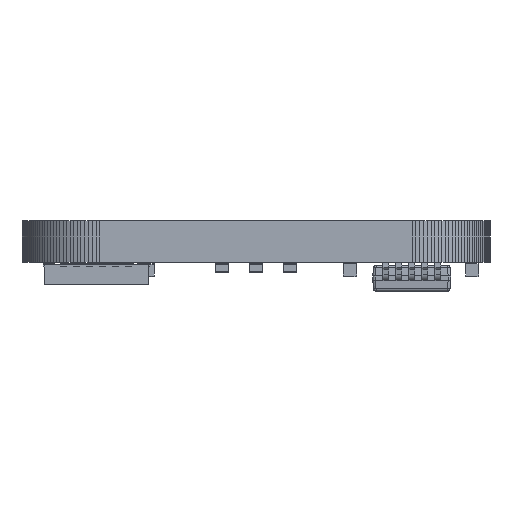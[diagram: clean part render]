
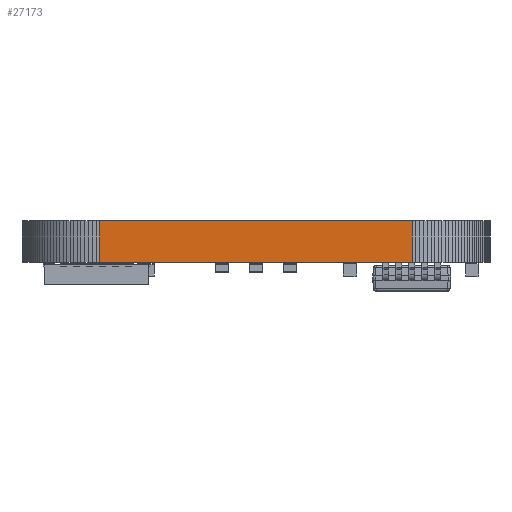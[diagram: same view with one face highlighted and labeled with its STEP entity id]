
A CAD part, front view. The second image highlights one B-rep face of the part: STEP entity #27173.
In plain terms, the highlighted planar face has unit normal (0, -1, 0).
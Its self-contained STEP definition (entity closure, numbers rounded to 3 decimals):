
#27173 = ADVANCED_FACE('',(#27174),#27188,.F.);
#27174 = FACE_BOUND('',#27175,.F.);
#27175 = EDGE_LOOP('',(#27176,#27211,#27239,#27267));
#27176 = ORIENTED_EDGE('',*,*,#27177,.T.);
#27177 = EDGE_CURVE('',#27178,#27180,#27182,.T.);
#27178 = VERTEX_POINT('',#27179);
#27179 = CARTESIAN_POINT('',(-6.,-11.499,0.));
#27180 = VERTEX_POINT('',#27181);
#27181 = CARTESIAN_POINT('',(-6.,-11.499,1.6));
#27182 = SURFACE_CURVE('',#27183,(#27187,#27199),.PCURVE_S1.);
#27183 = LINE('',#27184,#27185);
#27184 = CARTESIAN_POINT('',(-6.,-11.499,0.));
#27185 = VECTOR('',#27186,1.);
#27186 = DIRECTION('',(0.,0.,1.));
#27187 = PCURVE('',#27188,#27193);
#27188 = PLANE('',#27189);
#27189 = AXIS2_PLACEMENT_3D('',#27190,#27191,#27192);
#27190 = CARTESIAN_POINT('',(-6.,-11.499,0.));
#27191 = DIRECTION('',(0.,1.,0.));
#27192 = DIRECTION('',(1.,0.,0.));
#27193 = DEFINITIONAL_REPRESENTATION('',(#27194),#27198);
#27194 = LINE('',#27195,#27196);
#27195 = CARTESIAN_POINT('',(0.,0.));
#27196 = VECTOR('',#27197,1.);
#27197 = DIRECTION('',(0.,-1.));
#27198 = ( GEOMETRIC_REPRESENTATION_CONTEXT(2) 
PARAMETRIC_REPRESENTATION_CONTEXT() REPRESENTATION_CONTEXT('2D SPACE',''
  ) );
#27199 = PCURVE('',#27200,#27205);
#27200 = PLANE('',#27201);
#27201 = AXIS2_PLACEMENT_3D('',#27202,#27203,#27204);
#27202 = CARTESIAN_POINT('',(-6.149,-11.496,0.));
#27203 = DIRECTION('',(0.018,1.,0.));
#27204 = DIRECTION('',(1.,-0.018,0.));
#27205 = DEFINITIONAL_REPRESENTATION('',(#27206),#27210);
#27206 = LINE('',#27207,#27208);
#27207 = CARTESIAN_POINT('',(0.149,0.));
#27208 = VECTOR('',#27209,1.);
#27209 = DIRECTION('',(0.,-1.));
#27210 = ( GEOMETRIC_REPRESENTATION_CONTEXT(2) 
PARAMETRIC_REPRESENTATION_CONTEXT() REPRESENTATION_CONTEXT('2D SPACE',''
  ) );
#27211 = ORIENTED_EDGE('',*,*,#27212,.T.);
#27212 = EDGE_CURVE('',#27180,#27213,#27215,.T.);
#27213 = VERTEX_POINT('',#27214);
#27214 = CARTESIAN_POINT('',(6.,-11.499,1.6));
#27215 = SURFACE_CURVE('',#27216,(#27220,#27227),.PCURVE_S1.);
#27216 = LINE('',#27217,#27218);
#27217 = CARTESIAN_POINT('',(-6.,-11.499,1.6));
#27218 = VECTOR('',#27219,1.);
#27219 = DIRECTION('',(1.,0.,0.));
#27220 = PCURVE('',#27188,#27221);
#27221 = DEFINITIONAL_REPRESENTATION('',(#27222),#27226);
#27222 = LINE('',#27223,#27224);
#27223 = CARTESIAN_POINT('',(0.,-1.6));
#27224 = VECTOR('',#27225,1.);
#27225 = DIRECTION('',(1.,0.));
#27226 = ( GEOMETRIC_REPRESENTATION_CONTEXT(2) 
PARAMETRIC_REPRESENTATION_CONTEXT() REPRESENTATION_CONTEXT('2D SPACE',''
  ) );
#27227 = PCURVE('',#27228,#27233);
#27228 = PLANE('',#27229);
#27229 = AXIS2_PLACEMENT_3D('',#27230,#27231,#27232);
#27230 = CARTESIAN_POINT('',(0.,-0.59,1.6));
#27231 = DIRECTION('',(0.,0.,1.));
#27232 = DIRECTION('',(1.,0.,0.));
#27233 = DEFINITIONAL_REPRESENTATION('',(#27234),#27238);
#27234 = LINE('',#27235,#27236);
#27235 = CARTESIAN_POINT('',(-6.,-10.908));
#27236 = VECTOR('',#27237,1.);
#27237 = DIRECTION('',(1.,0.));
#27238 = ( GEOMETRIC_REPRESENTATION_CONTEXT(2) 
PARAMETRIC_REPRESENTATION_CONTEXT() REPRESENTATION_CONTEXT('2D SPACE',''
  ) );
#27239 = ORIENTED_EDGE('',*,*,#27240,.F.);
#27240 = EDGE_CURVE('',#27241,#27213,#27243,.T.);
#27241 = VERTEX_POINT('',#27242);
#27242 = CARTESIAN_POINT('',(6.,-11.499,0.));
#27243 = SURFACE_CURVE('',#27244,(#27248,#27255),.PCURVE_S1.);
#27244 = LINE('',#27245,#27246);
#27245 = CARTESIAN_POINT('',(6.,-11.499,0.));
#27246 = VECTOR('',#27247,1.);
#27247 = DIRECTION('',(0.,0.,1.));
#27248 = PCURVE('',#27188,#27249);
#27249 = DEFINITIONAL_REPRESENTATION('',(#27250),#27254);
#27250 = LINE('',#27251,#27252);
#27251 = CARTESIAN_POINT('',(12.,0.));
#27252 = VECTOR('',#27253,1.);
#27253 = DIRECTION('',(0.,-1.));
#27254 = ( GEOMETRIC_REPRESENTATION_CONTEXT(2) 
PARAMETRIC_REPRESENTATION_CONTEXT() REPRESENTATION_CONTEXT('2D SPACE',''
  ) );
#27255 = PCURVE('',#27256,#27261);
#27256 = PLANE('',#27257);
#27257 = AXIS2_PLACEMENT_3D('',#27258,#27259,#27260);
#27258 = CARTESIAN_POINT('',(6.,-11.499,0.));
#27259 = DIRECTION('',(-0.018,1.,0.));
#27260 = DIRECTION('',(1.,0.018,0.));
#27261 = DEFINITIONAL_REPRESENTATION('',(#27262),#27266);
#27262 = LINE('',#27263,#27264);
#27263 = CARTESIAN_POINT('',(0.,0.));
#27264 = VECTOR('',#27265,1.);
#27265 = DIRECTION('',(0.,-1.));
#27266 = ( GEOMETRIC_REPRESENTATION_CONTEXT(2) 
PARAMETRIC_REPRESENTATION_CONTEXT() REPRESENTATION_CONTEXT('2D SPACE',''
  ) );
#27267 = ORIENTED_EDGE('',*,*,#27268,.F.);
#27268 = EDGE_CURVE('',#27178,#27241,#27269,.T.);
#27269 = SURFACE_CURVE('',#27270,(#27274,#27281),.PCURVE_S1.);
#27270 = LINE('',#27271,#27272);
#27271 = CARTESIAN_POINT('',(-6.,-11.499,0.));
#27272 = VECTOR('',#27273,1.);
#27273 = DIRECTION('',(1.,0.,0.));
#27274 = PCURVE('',#27188,#27275);
#27275 = DEFINITIONAL_REPRESENTATION('',(#27276),#27280);
#27276 = LINE('',#27277,#27278);
#27277 = CARTESIAN_POINT('',(0.,0.));
#27278 = VECTOR('',#27279,1.);
#27279 = DIRECTION('',(1.,0.));
#27280 = ( GEOMETRIC_REPRESENTATION_CONTEXT(2) 
PARAMETRIC_REPRESENTATION_CONTEXT() REPRESENTATION_CONTEXT('2D SPACE',''
  ) );
#27281 = PCURVE('',#27282,#27287);
#27282 = PLANE('',#27283);
#27283 = AXIS2_PLACEMENT_3D('',#27284,#27285,#27286);
#27284 = CARTESIAN_POINT('',(0.,-0.59,0.
    ));
#27285 = DIRECTION('',(0.,0.,1.));
#27286 = DIRECTION('',(1.,0.,0.));
#27287 = DEFINITIONAL_REPRESENTATION('',(#27288),#27292);
#27288 = LINE('',#27289,#27290);
#27289 = CARTESIAN_POINT('',(-6.,-10.908));
#27290 = VECTOR('',#27291,1.);
#27291 = DIRECTION('',(1.,0.));
#27292 = ( GEOMETRIC_REPRESENTATION_CONTEXT(2) 
PARAMETRIC_REPRESENTATION_CONTEXT() REPRESENTATION_CONTEXT('2D SPACE',''
  ) );
